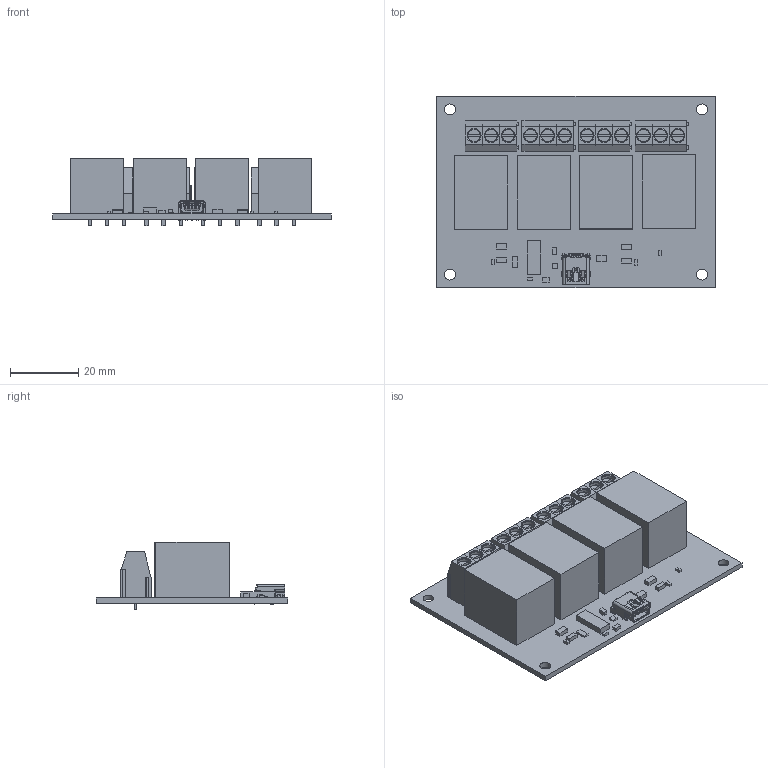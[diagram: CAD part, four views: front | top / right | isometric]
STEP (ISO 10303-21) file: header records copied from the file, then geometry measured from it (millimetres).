
FILE_DESCRIPTION(('Open CASCADE Model'),'2;1');
FILE_NAME('Open CASCADE Shape Model','2010-10-27T11:52:44',('Author'),( 'Open CASCADE'),'Open CASCADE STEP processor 6.2','Open CASCADE 6.2' ,'Unknown');
FILE_SCHEMA(('AUTOMOTIVE_DESIGN { 1 0 10303 214 1 1 1 1 }'));
Length unit declared in the file: millimetre
Products named in the file (54): PCB; Board; C5; 489473088; Extruded; C4; R2; 489472832; L1; 603626384; C1; 489473600; J1; 548190519; Open CASCADE STEP translator 6.2 100.7.1.1; Open CASCADE STEP translator 6.2 100.7.1.2; U1; 489470400; R1; 489472704; J2; 20020316-g03_asm; 20020316-G-LEM; 20020316-G-CM; 20020316-G-REM; D1; 489474368; C3; C2; 489472960; D2; 489472320; D3; J3; J4; J5; Q1; 489472448; Q2; K2 ...
Assembly tree (63 placements, depth 4):
  PCB
    Board
    C5
      489473088
        Extruded
    C4
      489473088
        Extruded
    R2
      489472832
        Extruded
    L1
      603626384
        Extruded
    C1
      489473600
        Extruded
    J1
      548190519
        Open CASCADE STEP translator 6.2 100.7.1.1
        Open CASCADE STEP translator 6.2 100.7.1.2
    U1
      489470400
        Extruded
    R1
      489472704
        Extruded
    J2
      20020316-g03_asm
        20020316-G-LEM
        20020316-G-CM
        20020316-G-REM
    D1
      489474368
        Extruded
    C3
      489473088
        Extruded
    C2
      489472960
        Extruded
    D2
      489472320
        Extruded
    D3
      489472320
        Extruded
    J3
      20020316-g03_asm
        20020316-G-LEM
        20020316-G-CM
        20020316-G-REM
    J4
      20020316-g03_asm
        20020316-G-LEM
        20020316-G-CM
        20020316-G-REM
    J5
      20020316-g03_asm
        20020316-G-LEM
Bounding box: 81.28 x 55.88 x 19.83 mm (x, y, z)
Volume: 34696.8 mm3; surface area: 26321.2 mm2
Topology: 32 solids, 32 shells, 1911 faces, 5108 edges, 3336 vertices
Faces by surface type: plane 1484, cylinder 305, torus 72, cone 32, bspline 18
Full cylindrical faces by diameter (mm): 0.8 x5, 1.3 x20, 1.6 x12, 3.175 x4
Entity records: 65989 total; most frequent: CARTESIAN_POINT 17689, DIRECTION 8501, LINE 5817, VECTOR 5817, ORIENTED_EDGE 4810, PCURVE 4810, DEFINITIONAL_REPRESENTATION 4810, EDGE_CURVE 2405
